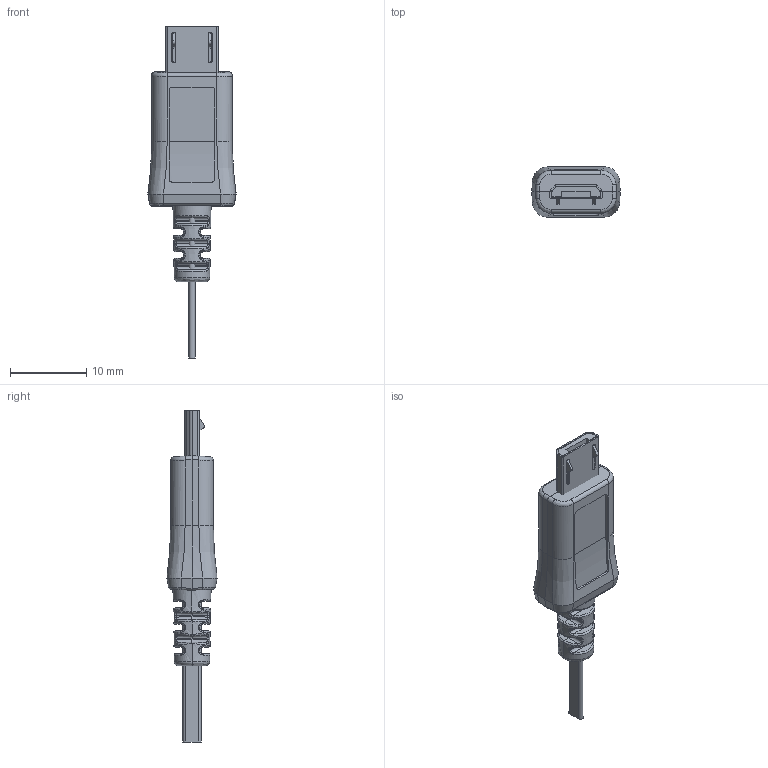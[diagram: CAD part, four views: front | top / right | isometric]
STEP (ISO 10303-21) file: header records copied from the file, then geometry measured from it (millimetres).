
FILE_DESCRIPTION (( 'STEP AP203' ), '1' );
FILE_NAME ('Micro_USB_Plug-7.STEP', '2013-01-18T10:33:58', ( 'Alex' ), ( '' ), 'SwSTEP 2.0', 'SolidWorks 2007', '' );
FILE_SCHEMA (( 'CONFIG_CONTROL_DESIGN' ));
Length unit declared in the file: millimetre
Products named in the file (4): Micro_USB_Plug-7; Micro_USB_Plug_Connector_預設; Micro_USB_Plug_cable_預設; Micro_USB_Plug_Molding_預設
Assembly tree (3 placements, depth 2):
  Micro_USB_Plug-7
    Micro_USB_Plug_Molding_預設
    Micro_USB_Plug_cable_預設
    Micro_USB_Plug_Connector_預設
Bounding box: 11.57 x 6.57 x 43.5 mm (x, y, z)
Volume: 1391 mm3; surface area: 1696.7 mm2
Topology: 6 solids, 6 shells, 404 faces, 985 edges, 602 vertices
Faces by surface type: plane 181, bspline 120, cylinder 97, cone 6
Entity records: 15132 total; most frequent: CARTESIAN_POINT 6136, ORIENTED_EDGE 1970, DIRECTION 1525, EDGE_CURVE 985, VERTEX_POINT 602, VECTOR 509, LINE 509, AXIS2_PLACEMENT_3D 508
